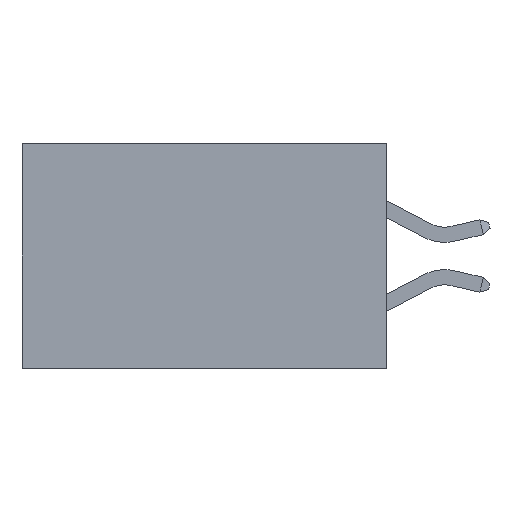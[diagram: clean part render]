
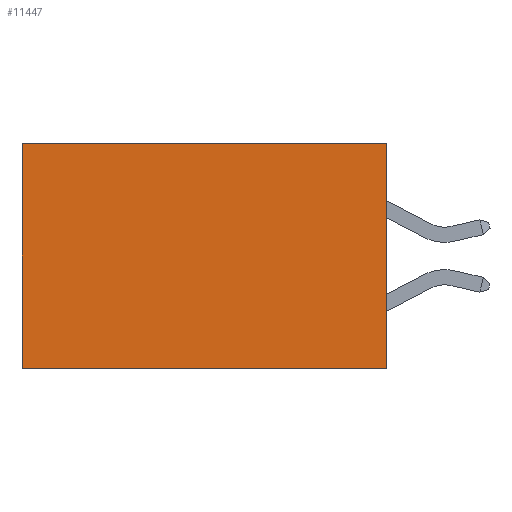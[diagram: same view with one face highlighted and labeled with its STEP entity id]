
A CAD part, left-side view. The second image highlights one B-rep face of the part: STEP entity #11447.
In plain terms, the highlighted planar face has unit normal (-1, 0, 0).
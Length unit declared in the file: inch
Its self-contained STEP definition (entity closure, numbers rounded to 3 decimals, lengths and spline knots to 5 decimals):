
#522 = DIRECTION ( 'NONE',  ( 0., 1., 0. ) ) ;
#1512 = VERTEX_POINT ( 'NONE', #16043 ) ;
#1835 = VECTOR ( 'NONE', #522, 39.37008 ) ;
#2011 = CARTESIAN_POINT ( 'NONE',  ( 0.298, 0., 0. ) ) ;
#3938 = DIRECTION ( 'NONE',  ( 0., 0., -1. ) ) ;
#3949 = EDGE_CURVE ( 'NONE', #4938, #18865, #23551, .T. ) ;
#4372 = CARTESIAN_POINT ( 'NONE',  ( 0.298, 0., -0.37 ) ) ;
#4938 = VERTEX_POINT ( 'NONE', #9654 ) ;
#5624 = AXIS2_PLACEMENT_3D ( 'NONE', #2011, #15143, #3938 ) ;
#7943 = LINE ( 'NONE', #24103, #17210 ) ;
#8755 = VERTEX_POINT ( 'NONE', #16616 ) ;
#9200 = ORIENTED_EDGE ( 'NONE', *, *, #22756, .T. ) ;
#9326 = DIRECTION ( 'NONE',  ( 0., 0., -1. ) ) ;
#9654 = CARTESIAN_POINT ( 'NONE',  ( 0.298, 0., 0. ) ) ;
#10392 = LINE ( 'NONE', #20373, #15370 ) ;
#10956 = EDGE_CURVE ( 'NONE', #1512, #8755, #16793, .T. ) ;
#11447 = ADVANCED_FACE ( 'NONE', ( #19961 ), #13256, .F. ) ;
#11746 = ORIENTED_EDGE ( 'NONE', *, *, #3949, .T. ) ;
#13256 = PLANE ( 'NONE',  #5624 ) ;
#15143 = DIRECTION ( 'NONE',  ( 1., 0., 0. ) ) ;
#15370 = VECTOR ( 'NONE', #22191, 39.37008 ) ;
#15705 = ORIENTED_EDGE ( 'NONE', *, *, #10956, .F. ) ;
#16043 = CARTESIAN_POINT ( 'NONE',  ( 0.298, 0., -0.37 ) ) ;
#16616 = CARTESIAN_POINT ( 'NONE',  ( 0.298, 0.6, -0.37 ) ) ;
#16748 = EDGE_CURVE ( 'NONE', #4938, #1512, #10392, .T. ) ;
#16793 = LINE ( 'NONE', #4372, #1835 ) ;
#17210 = VECTOR ( 'NONE', #9326, 39.37008 ) ;
#18603 = ORIENTED_EDGE ( 'NONE', *, *, #16748, .F. ) ;
#18680 = VECTOR ( 'NONE', #23958, 39.37008 ) ;
#18865 = VERTEX_POINT ( 'NONE', #23017 ) ;
#19961 = FACE_OUTER_BOUND ( 'NONE', #20639, .T. ) ;
#20373 = CARTESIAN_POINT ( 'NONE',  ( 0.298, 0., 0. ) ) ;
#20639 = EDGE_LOOP ( 'NONE', ( #9200, #15705, #18603, #11746 ) ) ;
#21928 = CARTESIAN_POINT ( 'NONE',  ( 0.298, 0., 0. ) ) ;
#22191 = DIRECTION ( 'NONE',  ( 0., 0., -1. ) ) ;
#22756 = EDGE_CURVE ( 'NONE', #18865, #8755, #7943, .T. ) ;
#23017 = CARTESIAN_POINT ( 'NONE',  ( 0.298, 0.6, 0. ) ) ;
#23551 = LINE ( 'NONE', #21928, #18680 ) ;
#23958 = DIRECTION ( 'NONE',  ( 0., 1., 0. ) ) ;
#24103 = CARTESIAN_POINT ( 'NONE',  ( 0.298, 0.6, 0. ) ) ;
